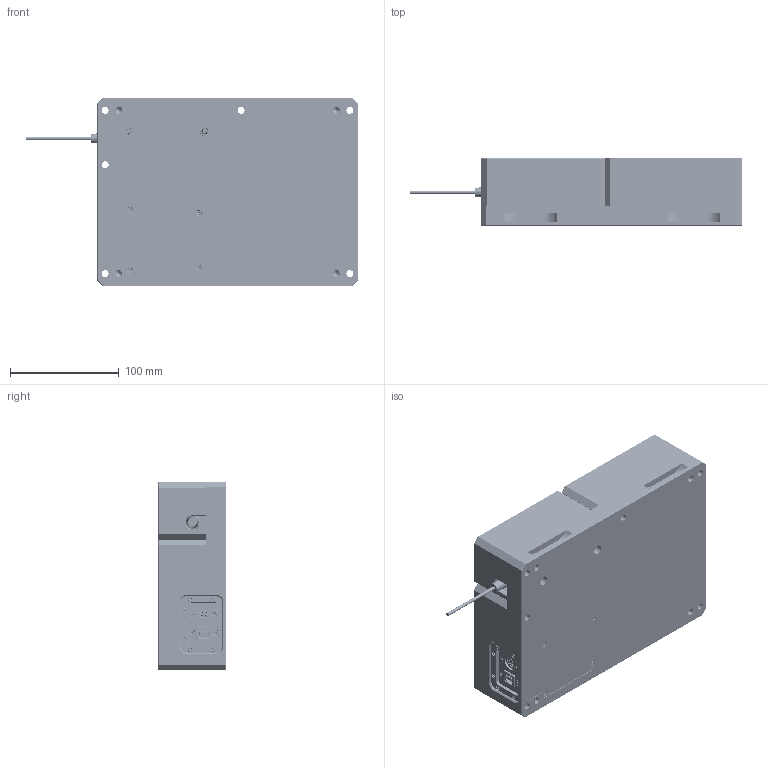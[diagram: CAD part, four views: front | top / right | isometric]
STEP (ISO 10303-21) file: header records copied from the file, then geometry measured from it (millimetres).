
FILE_DESCRIPTION((''),'2;1');
FILE_NAME('125207-100-000-UU_ASM','2020-11-27T16:01:41',('ulmer'),(''),'CREO PARAMETRIC BY PTC INC, 2020281','CREO PARAMETRIC BY PTC INC, 2020281','');
FILE_SCHEMA(('AUTOMOTIVE_DESIGN { 1 0 10303 214 1 1 1 1 }'));
Products named in the file (33): 125207-100-001-UU; 125207-120-001-UU; 125207-120-002-UU; 125207-120-NORELEM-02020-306; 125207-120-NORELEM-02020-506; D912M3X12_1_4301; D912M3X8_1_4301; D913M2X5_1_4301; 125207-120-000-UU_ASM; 125207-100-GGB-BP25-6X9X12; 125207-100-002-UU; I14583M3X12_1_4301; I14583M3X4_1_4301; I14579M2_5X6_1_4301; 125207-100-004-UU; D912_M3X45_1_4301; 125207-106-001-UU; 125207-106-AMPHENOL-P-MUSB-D511; I14581M3X8_1_4301; 125207-106-KYCON-KPJX-PM-4S; I14581M2_5X8_1_4301; D912M2_5X6_1_4301; 125207-106-000-UU_ASM; 125207-170-001-UU; 125207-170-002-UU; 125207-170-O-RING-9X2; I14583M2_5X6_1_4301; 125207-170-000-UU_ASM; 125207-175-001-UU; 125207-175-000-UU_ASM; 125207-100-005-UU; I14581M2_5X6_1_4301; 125207-100-000-UU_ASM
Assembly tree (80 placements, depth 3):
  125207-100-000-UU_ASM
    125207-100-001-UU
    125207-120-000-UU_ASM
      125207-120-001-UU
      125207-120-002-UU
      125207-120-NORELEM-02020-306
      125207-120-NORELEM-02020-506
      D912M3X12_1_4301  x2
      D912M3X8_1_4301  x4
      D913M2X5_1_4301  x2
    125207-100-GGB-BP25-6X9X12  x2
    125207-100-002-UU
    I14583M3X12_1_4301  x18
    I14583M3X4_1_4301  x3
    I14579M2_5X6_1_4301  x6
    125207-100-004-UU
    D912_M3X45_1_4301  x2
    125207-106-000-UU_ASM
      125207-106-001-UU
      125207-106-AMPHENOL-P-MUSB-D511
      I14581M3X8_1_4301  x2
      125207-106-KYCON-KPJX-PM-4S
      I14581M2_5X8_1_4301  x2
      D912M2_5X6_1_4301  x6
    125207-170-000-UU_ASM
      125207-170-001-UU
      125207-170-002-UU
      125207-170-O-RING-9X2
      I14583M2_5X6_1_4301  x3
    125207-175-000-UU_ASM
      125207-175-001-UU
      125207-170-002-UU
      125207-170-O-RING-9X2
      I14583M2_5X6_1_4301  x3
    125207-100-005-UU
    I14581M2_5X6_1_4301  x4
Bounding box: 305.3 x 62.5 x 173 mm (x, y, z)
Volume: 1541491.9 mm3; surface area: 342177 mm2
Topology: 78 solids, 192 shells, 4202 faces, 10425 edges, 6560 vertices
Faces by surface type: cylinder 1739, plane 1123, cone 975, torus 252, sphere 54, extrusion 50, bspline 9
Entity records: 168438 total; most frequent: CARTESIAN_POINT 46185, DIRECTION 14538, ORIENTED_EDGE 11666, PRESENTATION_STYLE_ASSIGNMENT 6733, STYLED_ITEM 6606, EDGE_CURVE 5977, AXIS2_PLACEMENT_3D 5519, CURVE_STYLE 5147
